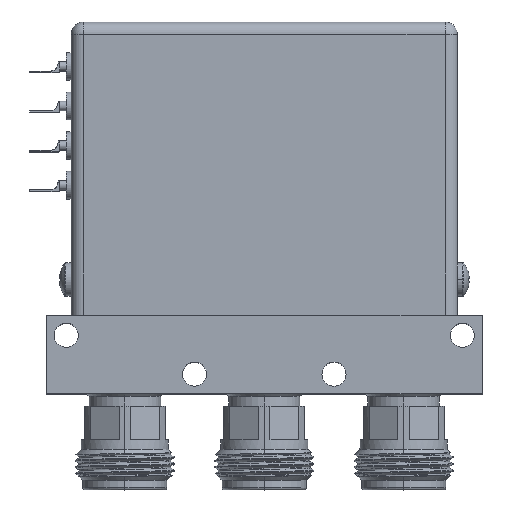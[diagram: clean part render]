
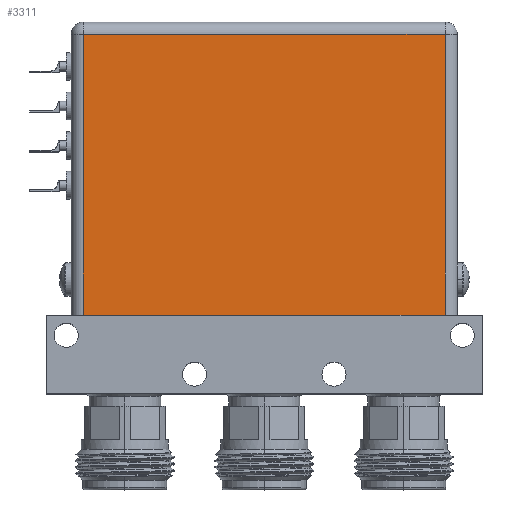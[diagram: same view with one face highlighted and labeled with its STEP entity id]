
A CAD part, top view. The second image highlights one B-rep face of the part: STEP entity #3311.
In plain terms, the highlighted face is planar.
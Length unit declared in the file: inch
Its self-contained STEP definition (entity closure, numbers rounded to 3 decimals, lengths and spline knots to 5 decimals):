
#111 = DIRECTION ( 'NONE',  ( 0., -1., 0. ) ) ;
#260 = CARTESIAN_POINT ( 'NONE',  ( -1.141, 1.772, -0.4375 ) ) ;
#359 = DIRECTION ( 'NONE',  ( 1., 0., 0. ) ) ;
#612 = FACE_OUTER_BOUND ( 'NONE', #2756, .T. ) ;
#1334 = CARTESIAN_POINT ( 'NONE',  ( 1.219, 1.772, -0.4375 ) ) ;
#1743 = EDGE_CURVE ( 'NONE', #1974, #4251, #6538, .T. ) ;
#1974 = VERTEX_POINT ( 'NONE', #6060 ) ;
#1976 = ORIENTED_EDGE ( 'NONE', *, *, #1743, .T. ) ;
#2110 = PLANE ( 'NONE',  #6465 ) ;
#2379 = CARTESIAN_POINT ( 'NONE',  ( 1.141, 1.85, -0.4375 ) ) ;
#2455 = LINE ( 'NONE', #8172, #8155 ) ;
#2756 = EDGE_LOOP ( 'NONE', ( #1976, #8892, #3941, #8015 ) ) ;
#3311 = ADVANCED_FACE ( 'NONE', ( #612 ), #2110, .F. ) ;
#3879 = LINE ( 'NONE', #8291, #6682 ) ;
#3941 = ORIENTED_EDGE ( 'NONE', *, *, #6721, .T. ) ;
#4200 = EDGE_CURVE ( 'NONE', #8211, #1974, #4925, .T. ) ;
#4251 = VERTEX_POINT ( 'NONE', #5250 ) ;
#4541 = VERTEX_POINT ( 'NONE', #6213 ) ;
#4702 = DIRECTION ( 'NONE',  ( 0., 1., 0. ) ) ;
#4925 = LINE ( 'NONE', #1334, #9185 ) ;
#5250 = CARTESIAN_POINT ( 'NONE',  ( 1.141, 0., -0.4375 ) ) ;
#5489 = DIRECTION ( 'NONE',  ( 0., 0., 1. ) ) ;
#6060 = CARTESIAN_POINT ( 'NONE',  ( 1.141, 1.772, -0.4375 ) ) ;
#6213 = CARTESIAN_POINT ( 'NONE',  ( -1.141, 0., -0.4375 ) ) ;
#6465 = AXIS2_PLACEMENT_3D ( 'NONE', #9066, #5489, #8362 ) ;
#6538 = LINE ( 'NONE', #2379, #6598 ) ;
#6598 = VECTOR ( 'NONE', #111, 39.37008 ) ;
#6682 = VECTOR ( 'NONE', #359, 39.37008 ) ;
#6721 = EDGE_CURVE ( 'NONE', #4541, #8211, #2455, .T. ) ;
#7798 = DIRECTION ( 'NONE',  ( 1., 0., 0. ) ) ;
#8015 = ORIENTED_EDGE ( 'NONE', *, *, #4200, .T. ) ;
#8147 = EDGE_CURVE ( 'NONE', #4541, #4251, #3879, .T. ) ;
#8155 = VECTOR ( 'NONE', #4702, 39.37008 ) ;
#8172 = CARTESIAN_POINT ( 'NONE',  ( -1.141, 1.85, -0.4375 ) ) ;
#8211 = VERTEX_POINT ( 'NONE', #260 ) ;
#8291 = CARTESIAN_POINT ( 'NONE',  ( -1.141, 0., -0.4375 ) ) ;
#8362 = DIRECTION ( 'NONE',  ( 1., 0., 0. ) ) ;
#8892 = ORIENTED_EDGE ( 'NONE', *, *, #8147, .F. ) ;
#9066 = CARTESIAN_POINT ( 'NONE',  ( 1.219, 1.85, -0.4375 ) ) ;
#9185 = VECTOR ( 'NONE', #7798, 39.37008 ) ;
